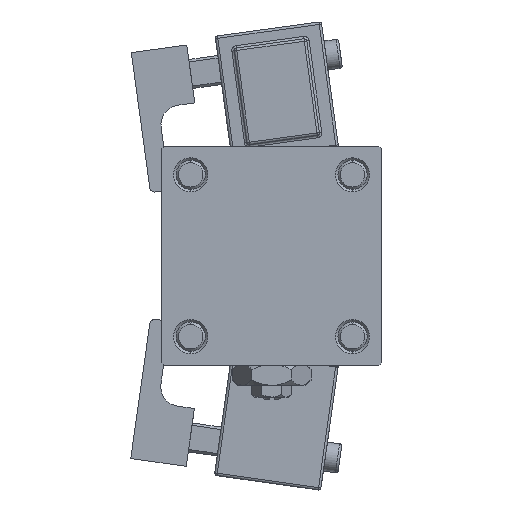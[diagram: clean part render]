
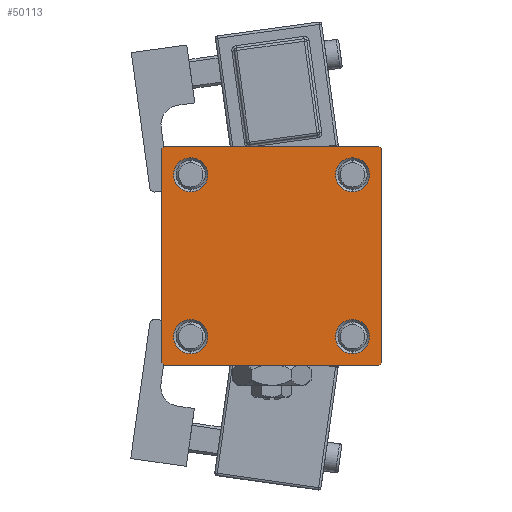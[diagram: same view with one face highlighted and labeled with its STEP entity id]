
A CAD part, left-side view. The second image highlights one B-rep face of the part: STEP entity #50113.
In plain terms, the highlighted planar face has unit normal (-1, 0, 0).
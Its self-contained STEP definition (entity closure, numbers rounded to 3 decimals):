
#412 = CARTESIAN_POINT ( 'NONE',  ( 0., -22.5, -22. ) ) ;
#903 = CARTESIAN_POINT ( 'NONE',  ( 0., -16.6, 20.1 ) ) ;
#1037 = VERTEX_POINT ( 'NONE', #44108 ) ;
#1511 = ORIENTED_EDGE ( 'NONE', *, *, #47682, .T. ) ;
#1574 = DIRECTION ( 'NONE',  ( 0., 0., 1. ) ) ;
#1944 = CIRCLE ( 'NONE', #31822, 3.5 ) ;
#2250 = CARTESIAN_POINT ( 'NONE',  ( 0., 16.6, 13.1 ) ) ;
#2389 = DIRECTION ( 'NONE',  ( 0., 0., -1. ) ) ;
#2517 = DIRECTION ( 'NONE',  ( 1., 0., 0. ) ) ;
#3356 = ORIENTED_EDGE ( 'NONE', *, *, #49911, .T. ) ;
#3806 = VERTEX_POINT ( 'NONE', #24326 ) ;
#4758 = VECTOR ( 'NONE', #51062, 1000. ) ;
#4798 = DIRECTION ( 'NONE',  ( 0., -1., 0. ) ) ;
#4928 = CIRCLE ( 'NONE', #40052, 3.5 ) ;
#5395 = ORIENTED_EDGE ( 'NONE', *, *, #7617, .T. ) ;
#5887 = PLANE ( 'NONE',  #47615 ) ;
#7269 = CARTESIAN_POINT ( 'NONE',  ( 0., 16.6, -16.6 ) ) ;
#7617 = EDGE_CURVE ( 'NONE', #1037, #40366, #33495, .T. ) ;
#7950 = CARTESIAN_POINT ( 'NONE',  ( 0., 16.6, -16.6 ) ) ;
#8160 = ORIENTED_EDGE ( 'NONE', *, *, #45093, .T. ) ;
#8229 = EDGE_LOOP ( 'NONE', ( #3356, #37670, #47443, #32253, #45508, #30168, #19482, #23317 ) ) ;
#9499 = VERTEX_POINT ( 'NONE', #43341 ) ;
#9504 = EDGE_CURVE ( 'NONE', #40366, #1037, #22153, .T. ) ;
#10110 = ORIENTED_EDGE ( 'NONE', *, *, #9504, .T. ) ;
#10306 = CARTESIAN_POINT ( 'NONE',  ( 0., 0., 0. ) ) ;
#10896 = CARTESIAN_POINT ( 'NONE',  ( 0., -16.6, -16.6 ) ) ;
#11538 = VERTEX_POINT ( 'NONE', #43689 ) ;
#11693 = VECTOR ( 'NONE', #2389, 1000. ) ;
#11727 = CARTESIAN_POINT ( 'NONE',  ( 0., -22.5, 22.5 ) ) ;
#12238 = ORIENTED_EDGE ( 'NONE', *, *, #51836, .T. ) ;
#12313 = EDGE_LOOP ( 'NONE', ( #12238, #33271 ) ) ;
#12632 = DIRECTION ( 'NONE',  ( 0., 0., 1. ) ) ;
#13511 = EDGE_CURVE ( 'NONE', #42317, #49245, #30743, .T. ) ;
#13528 = EDGE_LOOP ( 'NONE', ( #1511, #50544 ) ) ;
#13788 = DIRECTION ( 'NONE',  ( 1., 0., 0. ) ) ;
#14503 = EDGE_CURVE ( 'NONE', #46880, #49245, #30354, .T. ) ;
#14741 = DIRECTION ( 'NONE',  ( 1., 0., 0. ) ) ;
#14982 = CIRCLE ( 'NONE', #16748, 3.5 ) ;
#15327 = EDGE_CURVE ( 'NONE', #42317, #41095, #53447, .T. ) ;
#15561 = LINE ( 'NONE', #44648, #31323 ) ;
#15967 = CARTESIAN_POINT ( 'NONE',  ( 0., -16.6, -13.1 ) ) ;
#16257 = AXIS2_PLACEMENT_3D ( 'NONE', #31069, #23923, #39845 ) ;
#16748 = AXIS2_PLACEMENT_3D ( 'NONE', #34781, #51497, #35595 ) ;
#17123 = CARTESIAN_POINT ( 'NONE',  ( 0., 22.5, -22.5 ) ) ;
#17196 = VERTEX_POINT ( 'NONE', #27562 ) ;
#17801 = CARTESIAN_POINT ( 'NONE',  ( 0., 22., -22.5 ) ) ;
#18384 = CARTESIAN_POINT ( 'NONE',  ( 0., -22.25, 22.25 ) ) ;
#18463 = LINE ( 'NONE', #23693, #36512 ) ;
#19482 = ORIENTED_EDGE ( 'NONE', *, *, #14503, .F. ) ;
#19752 = EDGE_LOOP ( 'NONE', ( #31225, #8160 ) ) ;
#20466 = EDGE_CURVE ( 'NONE', #46880, #17196, #18463, .T. ) ;
#21161 = EDGE_CURVE ( 'NONE', #28846, #3806, #49529, .T. ) ;
#22153 = CIRCLE ( 'NONE', #26548, 3.5 ) ;
#22464 = EDGE_CURVE ( 'NONE', #9499, #28846, #15561, .T. ) ;
#22950 = DIRECTION ( 'NONE',  ( -1., 0., 0. ) ) ;
#22996 = DIRECTION ( 'NONE',  ( 0., -0.707, -0.707 ) ) ;
#23317 = ORIENTED_EDGE ( 'NONE', *, *, #20466, .T. ) ;
#23693 = CARTESIAN_POINT ( 'NONE',  ( 0., 22.25, 22.25 ) ) ;
#23923 = DIRECTION ( 'NONE',  ( 1., 0., 0. ) ) ;
#24105 = DIRECTION ( 'NONE',  ( 0., 0., -1. ) ) ;
#24326 = CARTESIAN_POINT ( 'NONE',  ( 0., -22., -22.5 ) ) ;
#24729 = DIRECTION ( 'NONE',  ( 1., 0., 0. ) ) ;
#25349 = DIRECTION ( 'NONE',  ( 0., 0., 1. ) ) ;
#25359 = CARTESIAN_POINT ( 'NONE',  ( 0., 22., 22.5 ) ) ;
#25794 = CARTESIAN_POINT ( 'NONE',  ( 0., -16.6, -20.1 ) ) ;
#25824 = EDGE_CURVE ( 'NONE', #45675, #11538, #39449, .T. ) ;
#25894 = CARTESIAN_POINT ( 'NONE',  ( 0., -16.6, 16.6 ) ) ;
#26064 = CARTESIAN_POINT ( 'NONE',  ( 0., -22.5, 22. ) ) ;
#26509 = CARTESIAN_POINT ( 'NONE',  ( 0., 22.5, 22.5 ) ) ;
#26530 = FACE_BOUND ( 'NONE', #12313, .T. ) ;
#26548 = AXIS2_PLACEMENT_3D ( 'NONE', #7269, #51834, #1574 ) ;
#27440 = CARTESIAN_POINT ( 'NONE',  ( 0., -22.25, -22.25 ) ) ;
#27562 = CARTESIAN_POINT ( 'NONE',  ( 0., 22.5, 22. ) ) ;
#27678 = CARTESIAN_POINT ( 'NONE',  ( 0., 22.5, 22.5 ) ) ;
#27792 = VERTEX_POINT ( 'NONE', #15967 ) ;
#28200 = VECTOR ( 'NONE', #49372, 1000. ) ;
#28846 = VERTEX_POINT ( 'NONE', #17801 ) ;
#29608 = EDGE_CURVE ( 'NONE', #41559, #45309, #4928, .T. ) ;
#30168 = ORIENTED_EDGE ( 'NONE', *, *, #13511, .T. ) ;
#30278 = DIRECTION ( 'NONE',  ( 0., 0., 1. ) ) ;
#30354 = LINE ( 'NONE', #26509, #48679 ) ;
#30743 = LINE ( 'NONE', #18384, #4758 ) ;
#30898 = AXIS2_PLACEMENT_3D ( 'NONE', #10896, #14741, #39194 ) ;
#31069 = CARTESIAN_POINT ( 'NONE',  ( 0., 16.6, 16.6 ) ) ;
#31225 = ORIENTED_EDGE ( 'NONE', *, *, #25824, .T. ) ;
#31323 = VECTOR ( 'NONE', #22996, 1000. ) ;
#31822 = AXIS2_PLACEMENT_3D ( 'NONE', #25894, #13788, #30278 ) ;
#32202 = DIRECTION ( 'NONE',  ( 0., 0.707, -0.707 ) ) ;
#32253 = ORIENTED_EDGE ( 'NONE', *, *, #43389, .T. ) ;
#33057 = VECTOR ( 'NONE', #45946, 1000. ) ;
#33271 = ORIENTED_EDGE ( 'NONE', *, *, #29608, .T. ) ;
#33495 = CIRCLE ( 'NONE', #33539, 3.5 ) ;
#33539 = AXIS2_PLACEMENT_3D ( 'NONE', #7950, #24729, #12632 ) ;
#33730 = CARTESIAN_POINT ( 'NONE',  ( 0., 16.6, 20.1 ) ) ;
#34774 = FACE_BOUND ( 'NONE', #19752, .T. ) ;
#34781 = CARTESIAN_POINT ( 'NONE',  ( 0., -16.6, -16.6 ) ) ;
#35387 = LINE ( 'NONE', #27678, #11693 ) ;
#35595 = DIRECTION ( 'NONE',  ( 0., 0., 1. ) ) ;
#36512 = VECTOR ( 'NONE', #32202, 1000. ) ;
#36768 = LINE ( 'NONE', #27440, #28200 ) ;
#37207 = CARTESIAN_POINT ( 'NONE',  ( 0., -22., 22.5 ) ) ;
#37670 = ORIENTED_EDGE ( 'NONE', *, *, #22464, .T. ) ;
#37707 = CARTESIAN_POINT ( 'NONE',  ( 0., -16.6, 16.6 ) ) ;
#38418 = VERTEX_POINT ( 'NONE', #25794 ) ;
#38884 = FACE_BOUND ( 'NONE', #44939, .T. ) ;
#39136 = CARTESIAN_POINT ( 'NONE',  ( 0., 16.6, -13.1 ) ) ;
#39194 = DIRECTION ( 'NONE',  ( 0., 0., 1. ) ) ;
#39449 = CIRCLE ( 'NONE', #51693, 3.5 ) ;
#39845 = DIRECTION ( 'NONE',  ( 0., 0., 1. ) ) ;
#39895 = DIRECTION ( 'NONE',  ( 0., 0., 1. ) ) ;
#40052 = AXIS2_PLACEMENT_3D ( 'NONE', #40165, #2517, #39895 ) ;
#40165 = CARTESIAN_POINT ( 'NONE',  ( 0., 16.6, 16.6 ) ) ;
#40366 = VERTEX_POINT ( 'NONE', #39136 ) ;
#41095 = VERTEX_POINT ( 'NONE', #412 ) ;
#41559 = VERTEX_POINT ( 'NONE', #2250 ) ;
#41991 = EDGE_CURVE ( 'NONE', #38418, #27792, #14982, .T. ) ;
#42317 = VERTEX_POINT ( 'NONE', #26064 ) ;
#43341 = CARTESIAN_POINT ( 'NONE',  ( 0., 22.5, -22. ) ) ;
#43389 = EDGE_CURVE ( 'NONE', #3806, #41095, #36768, .T. ) ;
#43689 = CARTESIAN_POINT ( 'NONE',  ( 0., -16.6, 13.1 ) ) ;
#44108 = CARTESIAN_POINT ( 'NONE',  ( 0., 16.6, -20.1 ) ) ;
#44334 = DIRECTION ( 'NONE',  ( 0., 0., 1. ) ) ;
#44648 = CARTESIAN_POINT ( 'NONE',  ( 0., 22.25, -22.25 ) ) ;
#44939 = EDGE_LOOP ( 'NONE', ( #10110, #5395 ) ) ;
#45093 = EDGE_CURVE ( 'NONE', #11538, #45675, #1944, .T. ) ;
#45309 = VERTEX_POINT ( 'NONE', #33730 ) ;
#45508 = ORIENTED_EDGE ( 'NONE', *, *, #15327, .F. ) ;
#45675 = VERTEX_POINT ( 'NONE', #903 ) ;
#45946 = DIRECTION ( 'NONE',  ( 0., -1., 0. ) ) ;
#46080 = VECTOR ( 'NONE', #24105, 1000. ) ;
#46880 = VERTEX_POINT ( 'NONE', #25359 ) ;
#47443 = ORIENTED_EDGE ( 'NONE', *, *, #21161, .T. ) ;
#47615 = AXIS2_PLACEMENT_3D ( 'NONE', #10306, #22950, #44334 ) ;
#47682 = EDGE_CURVE ( 'NONE', #27792, #38418, #52798, .T. ) ;
#48183 = FACE_BOUND ( 'NONE', #13528, .T. ) ;
#48679 = VECTOR ( 'NONE', #4798, 1000. ) ;
#49245 = VERTEX_POINT ( 'NONE', #37207 ) ;
#49372 = DIRECTION ( 'NONE',  ( 0., -0.707, 0.707 ) ) ;
#49529 = LINE ( 'NONE', #17123, #33057 ) ;
#49767 = DIRECTION ( 'NONE',  ( 1., 0., 0. ) ) ;
#49911 = EDGE_CURVE ( 'NONE', #17196, #9499, #35387, .T. ) ;
#50113 = ADVANCED_FACE ( 'NONE', ( #34774, #48183, #38884, #26530, #52302 ), #5887, .T. ) ;
#50544 = ORIENTED_EDGE ( 'NONE', *, *, #41991, .T. ) ;
#51062 = DIRECTION ( 'NONE',  ( 0., 0.707, 0.707 ) ) ;
#51497 = DIRECTION ( 'NONE',  ( 1., 0., 0. ) ) ;
#51693 = AXIS2_PLACEMENT_3D ( 'NONE', #37707, #49767, #25349 ) ;
#51834 = DIRECTION ( 'NONE',  ( 1., 0., 0. ) ) ;
#51836 = EDGE_CURVE ( 'NONE', #45309, #41559, #52179, .T. ) ;
#52179 = CIRCLE ( 'NONE', #16257, 3.5 ) ;
#52302 = FACE_OUTER_BOUND ( 'NONE', #8229, .T. ) ;
#52798 = CIRCLE ( 'NONE', #30898, 3.5 ) ;
#53447 = LINE ( 'NONE', #11727, #46080 ) ;
